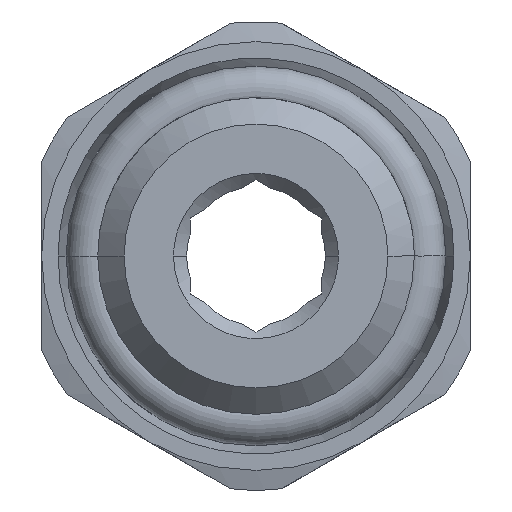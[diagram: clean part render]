
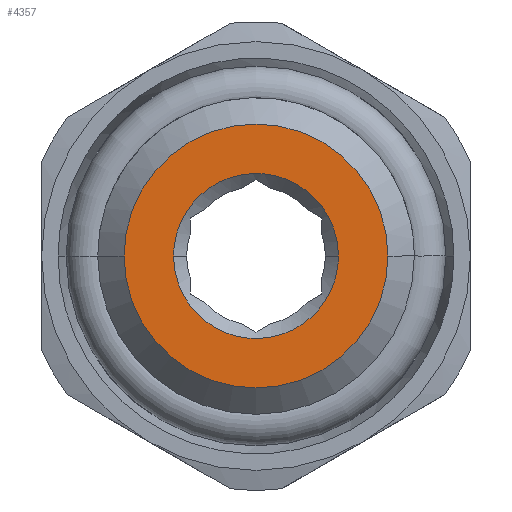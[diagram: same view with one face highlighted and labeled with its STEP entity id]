
A CAD part, front view. The second image highlights one B-rep face of the part: STEP entity #4357.
In plain terms, the highlighted planar face has unit normal (0, -1, 0).
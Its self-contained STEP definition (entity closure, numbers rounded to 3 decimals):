
#4190=CARTESIAN_POINT('Vertex',(4.,0.,0.)) ;
#4193=CARTESIAN_POINT('Axis2P3D Location',(0.,0.,0.)) ;
#4197=CARTESIAN_POINT('Vertex',(-4.,0.,0.)) ;
#4217=CARTESIAN_POINT('Axis2P3D Location',(0.,0.,0.)) ;
#4288=CARTESIAN_POINT('Axis2P3D Location',(0.,0.,0.)) ;
#4298=CARTESIAN_POINT('Control Point',(2.5,0.,0.)) ;
#4299=CARTESIAN_POINT('Control Point',(2.5,0.,0.232)) ;
#4300=CARTESIAN_POINT('Control Point',(2.473,0.,0.465)) ;
#4301=CARTESIAN_POINT('Control Point',(2.419,0.,0.693)) ;
#4302=CARTESIAN_POINT('Control Point',(2.259,0.,1.133)) ;
#4303=CARTESIAN_POINT('Control Point',(2.002,0.,1.524)) ;
#4304=CARTESIAN_POINT('Control Point',(1.852,0.,1.704)) ;
#4305=CARTESIAN_POINT('Control Point',(1.512,0.,2.025)) ;
#4306=CARTESIAN_POINT('Control Point',(1.107,0.,2.26)) ;
#4307=CARTESIAN_POINT('Control Point',(0.892,0.,2.353)) ;
#4308=CARTESIAN_POINT('Control Point',(0.444,0.,2.488)) ;
#4309=CARTESIAN_POINT('Control Point',(-0.023,0.,2.516)) ;
#4310=CARTESIAN_POINT('Control Point',(-0.257,0.,2.503)) ;
#4311=CARTESIAN_POINT('Control Point',(-0.718,0.,2.423)) ;
#4312=CARTESIAN_POINT('Control Point',(-1.149,0.,2.239)) ;
#4313=CARTESIAN_POINT('Control Point',(-1.352,0.,2.122)) ;
#4314=CARTESIAN_POINT('Control Point',(-1.728,0.,1.844)) ;
#4315=CARTESIAN_POINT('Control Point',(-2.03,0.,1.487)) ;
#4316=CARTESIAN_POINT('Control Point',(-2.16,0.,1.291)) ;
#4317=CARTESIAN_POINT('Control Point',(-2.346,0.,0.924)) ;
#4318=CARTESIAN_POINT('Control Point',(-2.453,0.,0.528)) ;
#4319=CARTESIAN_POINT('Control Point',(-2.484,0.,0.353)) ;
#4320=CARTESIAN_POINT('Control Point',(-2.5,0.,0.177)) ;
#4321=CARTESIAN_POINT('Control Point',(-2.5,0.,0.)) ;
#4322=CARTESIAN_POINT('Vertex',(2.5,0.,0.)) ;
#4324=CARTESIAN_POINT('Vertex',(-2.5,0.,0.)) ;
#4328=CARTESIAN_POINT('Control Point',(-2.5,0.,0.)) ;
#4329=CARTESIAN_POINT('Control Point',(-2.5,0.,-0.232)) ;
#4330=CARTESIAN_POINT('Control Point',(-2.473,0.,-0.465)) ;
#4331=CARTESIAN_POINT('Control Point',(-2.419,0.,-0.693)) ;
#4332=CARTESIAN_POINT('Control Point',(-2.259,0.,-1.133)) ;
#4333=CARTESIAN_POINT('Control Point',(-2.002,0.,-1.524)) ;
#4334=CARTESIAN_POINT('Control Point',(-1.852,0.,-1.704)) ;
#4335=CARTESIAN_POINT('Control Point',(-1.512,0.,-2.025)) ;
#4336=CARTESIAN_POINT('Control Point',(-1.107,0.,-2.26)) ;
#4337=CARTESIAN_POINT('Control Point',(-0.892,0.,-2.353)) ;
#4338=CARTESIAN_POINT('Control Point',(-0.444,0.,-2.488)) ;
#4339=CARTESIAN_POINT('Control Point',(0.023,0.,-2.516)) ;
#4340=CARTESIAN_POINT('Control Point',(0.257,0.,-2.503)) ;
#4341=CARTESIAN_POINT('Control Point',(0.718,0.,-2.423)) ;
#4342=CARTESIAN_POINT('Control Point',(1.149,0.,-2.239)) ;
#4343=CARTESIAN_POINT('Control Point',(1.352,0.,-2.122)) ;
#4344=CARTESIAN_POINT('Control Point',(1.728,0.,-1.844)) ;
#4345=CARTESIAN_POINT('Control Point',(2.03,0.,-1.487)) ;
#4346=CARTESIAN_POINT('Control Point',(2.16,0.,-1.291)) ;
#4347=CARTESIAN_POINT('Control Point',(2.346,0.,-0.924)) ;
#4348=CARTESIAN_POINT('Control Point',(2.453,0.,-0.528)) ;
#4349=CARTESIAN_POINT('Control Point',(2.484,0.,-0.353)) ;
#4350=CARTESIAN_POINT('Control Point',(2.5,0.,-0.177)) ;
#4351=CARTESIAN_POINT('Control Point',(2.5,0.,0.)) ;
#4194=DIRECTION('Axis2P3D Direction',(-0.,1.,0.)) ;
#4218=DIRECTION('Axis2P3D Direction',(-0.,1.,0.)) ;
#4289=DIRECTION('Axis2P3D Direction',(-0.,1.,0.)) ;
#4290=DIRECTION('Axis2P3D XDirection',(1.,0.,0.)) ;
#4195=AXIS2_PLACEMENT_3D('Circle Axis2P3D',#4193,#4194,$) ;
#4219=AXIS2_PLACEMENT_3D('Circle Axis2P3D',#4217,#4218,$) ;
#4291=AXIS2_PLACEMENT_3D('Plane Axis2P3D',#4288,#4289,#4290) ;
#4294=ORIENTED_EDGE('',*,*,#4221,.F.) ;
#4295=ORIENTED_EDGE('',*,*,#4199,.T.) ;
#4354=ORIENTED_EDGE('',*,*,#4326,.F.) ;
#4355=ORIENTED_EDGE('',*,*,#4352,.F.) ;
#4356=FACE_BOUND('',#4353,.T.) ;
#4357=ADVANCED_FACE('PN511B-06G18',(#4296,#4356),#4292,.F.) ;
#4297=B_SPLINE_CURVE_WITH_KNOTS('',5,(#4298,#4299,#4300,#4301,#4302,#4303,#4304,#4305,#4306,#4307,#4308,#4309,#4310,#4311,#4312,#4313,#4314,#4315,#4316,#4317,#4318,#4319,#4320,#4321),.UNSPECIFIED.,.F.,.U.,(6,3,3,3,3,3,3,6),(0.,1.643,3.286,4.929,6.573,8.216,9.859,11.107),.UNSPECIFIED.) ;
#4327=B_SPLINE_CURVE_WITH_KNOTS('',5,(#4328,#4329,#4330,#4331,#4332,#4333,#4334,#4335,#4336,#4337,#4338,#4339,#4340,#4341,#4342,#4343,#4344,#4345,#4346,#4347,#4348,#4349,#4350,#4351),.UNSPECIFIED.,.F.,.U.,(6,3,3,3,3,3,3,6),(0.,1.643,3.286,4.929,6.573,8.216,9.859,11.107),.UNSPECIFIED.) ;
#4196=CIRCLE('generated circle',#4195,4.) ;
#4220=CIRCLE('generated circle',#4219,4.) ;
#4199=EDGE_CURVE('',#4198,#4191,#4196,.F.) ;
#4221=EDGE_CURVE('',#4198,#4191,#4220,.T.) ;
#4326=EDGE_CURVE('',#4323,#4325,#4297,.T.) ;
#4352=EDGE_CURVE('',#4325,#4323,#4327,.T.) ;
#4293=EDGE_LOOP('',(#4294,#4295)) ;
#4353=EDGE_LOOP('',(#4354,#4355)) ;
#4296=FACE_OUTER_BOUND('',#4293,.T.) ;
#4292=PLANE('',#4291) ;
#4191=VERTEX_POINT('',#4190) ;
#4198=VERTEX_POINT('',#4197) ;
#4323=VERTEX_POINT('',#4322) ;
#4325=VERTEX_POINT('',#4324) ;
